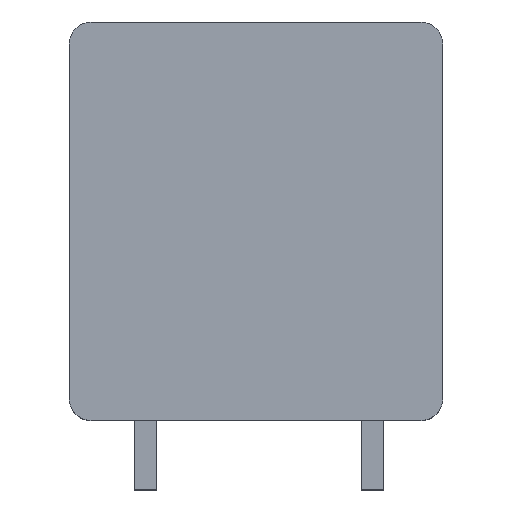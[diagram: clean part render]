
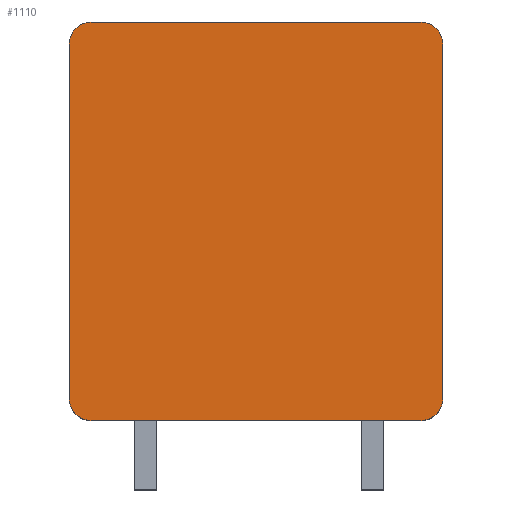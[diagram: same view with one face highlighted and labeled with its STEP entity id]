
A CAD part, top view. The second image highlights one B-rep face of the part: STEP entity #1110.
In plain terms, the highlighted planar face has unit normal (0, 0, 1).
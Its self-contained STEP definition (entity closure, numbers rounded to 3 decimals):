
#221=CARTESIAN_POINT('',(-5.95,6.4,2.5));
#222=DIRECTION('',(0.,0.,1.));
#223=DIRECTION('',(0.,1.,0.));
#224=AXIS2_PLACEMENT_3D('',#221,#222,#223);
#226=DIRECTION('',(-1.,0.,0.));
#227=VECTOR('',#226,11.9);
#228=CARTESIAN_POINT('',(5.95,7.2,2.5));
#229=LINE('',#228,#227);
#230=CARTESIAN_POINT('',(5.95,6.4,2.5));
#231=DIRECTION('',(0.,0.,1.));
#232=DIRECTION('',(1.,0.,0.));
#233=AXIS2_PLACEMENT_3D('',#230,#231,#232);
#235=DIRECTION('',(0.,1.,0.));
#236=VECTOR('',#235,12.8);
#237=CARTESIAN_POINT('',(6.75,-6.4,2.5));
#238=LINE('',#237,#236);
#239=CARTESIAN_POINT('',(5.95,-6.4,2.5));
#240=DIRECTION('',(0.,0.,1.));
#241=DIRECTION('',(0.,-1.,0.));
#242=AXIS2_PLACEMENT_3D('',#239,#240,#241);
#244=DIRECTION('',(1.,0.,0.));
#245=VECTOR('',#244,11.9);
#246=CARTESIAN_POINT('',(-5.95,-7.2,2.5));
#247=LINE('',#246,#245);
#248=CARTESIAN_POINT('',(-5.95,-6.4,2.5));
#249=DIRECTION('',(0.,0.,1.));
#250=DIRECTION('',(-1.,0.,0.));
#251=AXIS2_PLACEMENT_3D('',#248,#249,#250);
#253=DIRECTION('',(0.,-1.,0.));
#254=VECTOR('',#253,12.8);
#255=CARTESIAN_POINT('',(-6.75,6.4,2.5));
#256=LINE('',#255,#254);
#711=CARTESIAN_POINT('',(-5.95,7.2,2.5));
#712=VERTEX_POINT('',#711);
#713=CARTESIAN_POINT('',(-6.75,6.4,2.5));
#714=VERTEX_POINT('',#713);
#719=CARTESIAN_POINT('',(6.75,6.4,2.5));
#720=VERTEX_POINT('',#719);
#721=CARTESIAN_POINT('',(5.95,7.2,2.5));
#722=VERTEX_POINT('',#721);
#727=CARTESIAN_POINT('',(-6.75,-6.4,2.5));
#728=VERTEX_POINT('',#727);
#729=CARTESIAN_POINT('',(-5.95,-7.2,2.5));
#730=VERTEX_POINT('',#729);
#735=CARTESIAN_POINT('',(5.95,-7.2,2.5));
#736=VERTEX_POINT('',#735);
#737=CARTESIAN_POINT('',(6.75,-6.4,2.5));
#738=VERTEX_POINT('',#737);
#1095=CARTESIAN_POINT('',(0.,0.,2.5));
#1096=DIRECTION('',(0.,0.,1.));
#1097=DIRECTION('',(1.,0.,0.));
#1098=AXIS2_PLACEMENT_3D('',#1095,#1096,#1097);
#1099=PLANE('',#1098);
#1100=ORIENTED_EDGE('',*,*,#917,.F.);
#1101=ORIENTED_EDGE('',*,*,#933,.F.);
#1102=ORIENTED_EDGE('',*,*,#970,.F.);
#1103=ORIENTED_EDGE('',*,*,#985,.F.);
#1104=ORIENTED_EDGE('',*,*,#1018,.F.);
#1105=ORIENTED_EDGE('',*,*,#1031,.F.);
#1106=ORIENTED_EDGE('',*,*,#1066,.F.);
#1107=ORIENTED_EDGE('',*,*,#1078,.F.);
#1108=EDGE_LOOP('',(#1100,#1101,#1102,#1103,#1104,#1105,#1106,#1107));
#1109=FACE_OUTER_BOUND('',#1108,.F.);
#225=CIRCLE('',#224,0.8);
#234=CIRCLE('',#233,0.8);
#243=CIRCLE('',#242,0.8);
#252=CIRCLE('',#251,0.8);
#917=EDGE_CURVE('',#712,#714,#225,.T.);
#933=EDGE_CURVE('',#722,#712,#229,.T.);
#970=EDGE_CURVE('',#720,#722,#234,.T.);
#985=EDGE_CURVE('',#738,#720,#238,.T.);
#1018=EDGE_CURVE('',#736,#738,#243,.T.);
#1031=EDGE_CURVE('',#730,#736,#247,.T.);
#1066=EDGE_CURVE('',#728,#730,#252,.T.);
#1078=EDGE_CURVE('',#714,#728,#256,.T.);
#1110=ADVANCED_FACE('',(#1109),#1099,.T.);
